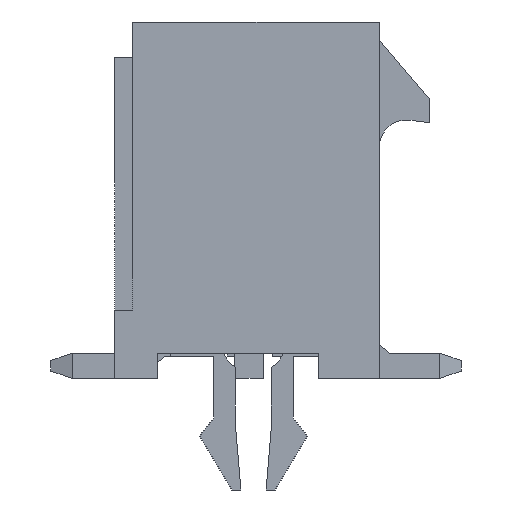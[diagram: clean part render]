
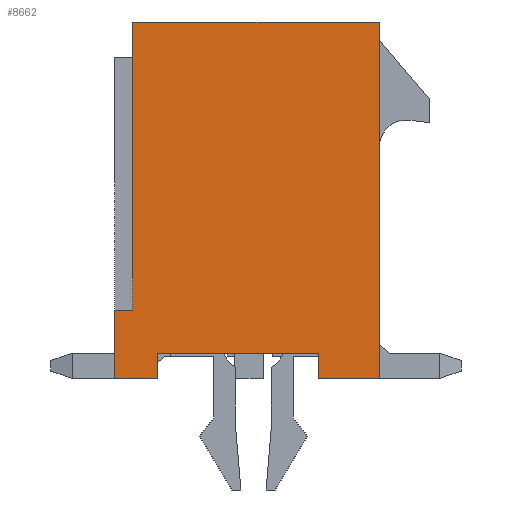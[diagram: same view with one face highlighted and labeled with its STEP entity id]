
A CAD part, left-side view. The second image highlights one B-rep face of the part: STEP entity #8662.
In plain terms, the highlighted planar face has unit normal (-1, 0, 0).
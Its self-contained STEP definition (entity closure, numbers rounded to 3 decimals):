
#1276=ORIENTED_EDGE('',*,*,#3537,.F.);
#1277=ORIENTED_EDGE('',*,*,#3538,.T.);
#1278=ORIENTED_EDGE('',*,*,#3389,.T.);
#1279=ORIENTED_EDGE('',*,*,#3333,.T.);
#1280=ORIENTED_EDGE('',*,*,#3326,.T.);
#1281=ORIENTED_EDGE('',*,*,#3529,.T.);
#1282=ORIENTED_EDGE('',*,*,#3468,.T.);
#1283=ORIENTED_EDGE('',*,*,#3539,.F.);
#1284=ORIENTED_EDGE('',*,*,#3540,.T.);
#1285=ORIENTED_EDGE('',*,*,#3443,.T.);
#3326=EDGE_CURVE('',#4441,#4440,#5399,.T.);
#3333=EDGE_CURVE('',#4447,#4441,#5406,.T.);
#3389=EDGE_CURVE('',#4497,#4447,#5462,.T.);
#3443=EDGE_CURVE('',#4546,#4545,#5516,.T.);
#3468=EDGE_CURVE('',#4565,#4564,#5541,.T.);
#3529=EDGE_CURVE('',#4440,#4565,#5602,.T.);
#3537=EDGE_CURVE('',#4623,#4545,#5610,.T.);
#3538=EDGE_CURVE('',#4623,#4497,#5611,.T.);
#3539=EDGE_CURVE('',#4624,#4564,#5612,.T.);
#3540=EDGE_CURVE('',#4624,#4546,#5613,.T.);
#4440=VERTEX_POINT('',#12913);
#4441=VERTEX_POINT('',#12915);
#4447=VERTEX_POINT('',#12929);
#4497=VERTEX_POINT('',#13037);
#4545=VERTEX_POINT('',#13145);
#4546=VERTEX_POINT('',#13147);
#4564=VERTEX_POINT('',#13190);
#4565=VERTEX_POINT('',#13192);
#4623=VERTEX_POINT('',#13322);
#4624=VERTEX_POINT('',#13325);
#5399=LINE('',#12914,#6598);
#5406=LINE('',#12928,#6605);
#5462=LINE('',#13040,#6661);
#5516=LINE('',#13146,#6715);
#5541=LINE('',#13191,#6740);
#5602=LINE('',#13310,#6801);
#5610=LINE('',#13321,#6809);
#5611=LINE('',#13323,#6810);
#5612=LINE('',#13324,#6811);
#5613=LINE('',#13326,#6812);
#6598=VECTOR('',#10403,1000.);
#6605=VECTOR('',#10412,1000.);
#6661=VECTOR('',#10476,1000.);
#6715=VECTOR('',#10540,1000.);
#6740=VECTOR('',#10567,1000.);
#6801=VECTOR('',#10630,1000.);
#6809=VECTOR('',#10642,1000.);
#6810=VECTOR('',#10643,1000.);
#6811=VECTOR('',#10644,1000.);
#6812=VECTOR('',#10645,1000.);
#7376=EDGE_LOOP('',(#1276,#1277,#1278,#1279,#1280,#1281,#1282,#1283,#1284,
#1285));
#7831=FACE_BOUND('',#7376,.T.);
#8269=PLANE('',#9150);
#8662=ADVANCED_FACE('',(#7831),#8269,.T.);
#9150=AXIS2_PLACEMENT_3D('',#13320,#10640,#10641);
#10403=DIRECTION('',(0.,0.,1.));
#10412=DIRECTION('',(0.,-1.,0.));
#10476=DIRECTION('',(0.,0.,-1.));
#10540=DIRECTION('',(0.,-1.,0.));
#10567=DIRECTION('',(0.,0.,-1.));
#10630=DIRECTION('',(0.,1.,0.));
#10640=DIRECTION('',(-1.,0.,0.));
#10641=DIRECTION('',(0.,0.,1.));
#10642=DIRECTION('',(0.,0.,-1.));
#10643=DIRECTION('',(0.,-1.,0.));
#10644=DIRECTION('',(0.,-1.,0.));
#10645=DIRECTION('',(0.,0.,-1.));
#12913=CARTESIAN_POINT('',(-12.35,-3.43,4.95));
#12914=CARTESIAN_POINT('',(-12.35,-3.43,-4.95));
#12915=CARTESIAN_POINT('',(-12.35,-3.43,-4.95));
#12928=CARTESIAN_POINT('',(-12.35,3.43,-4.95));
#12929=CARTESIAN_POINT('',(-12.35,-1.73,-4.95));
#13037=CARTESIAN_POINT('',(-12.35,-1.73,-4.25));
#13040=CARTESIAN_POINT('',(-12.35,-1.73,-3.95));
#13145=CARTESIAN_POINT('',(-12.35,2.73,-4.95));
#13146=CARTESIAN_POINT('',(-12.35,3.43,-4.95));
#13147=CARTESIAN_POINT('',(-12.35,3.93,-4.95));
#13190=CARTESIAN_POINT('',(-12.35,3.43,-3.05));
#13191=CARTESIAN_POINT('',(-12.35,3.43,4.95));
#13192=CARTESIAN_POINT('',(-12.35,3.43,4.95));
#13310=CARTESIAN_POINT('',(-12.35,-3.43,4.95));
#13320=CARTESIAN_POINT('',(-12.35,0.,0.));
#13321=CARTESIAN_POINT('',(-12.35,2.73,-3.95));
#13322=CARTESIAN_POINT('',(-12.35,2.73,-4.25));
#13323=CARTESIAN_POINT('',(-12.35,2.73,-4.25));
#13324=CARTESIAN_POINT('',(-12.35,3.93,-3.05));
#13325=CARTESIAN_POINT('',(-12.35,3.93,-3.05));
#13326=CARTESIAN_POINT('',(-12.35,3.93,-3.05));
